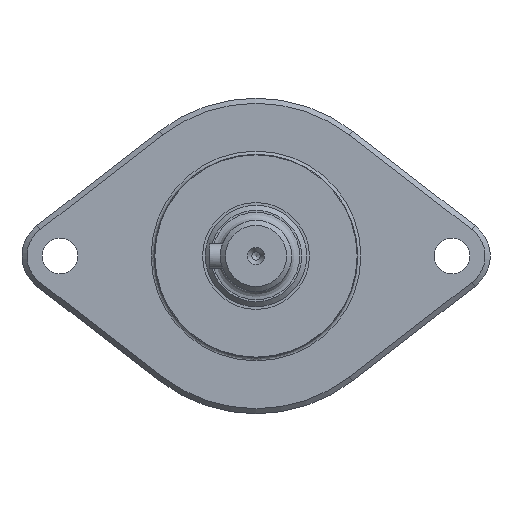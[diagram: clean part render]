
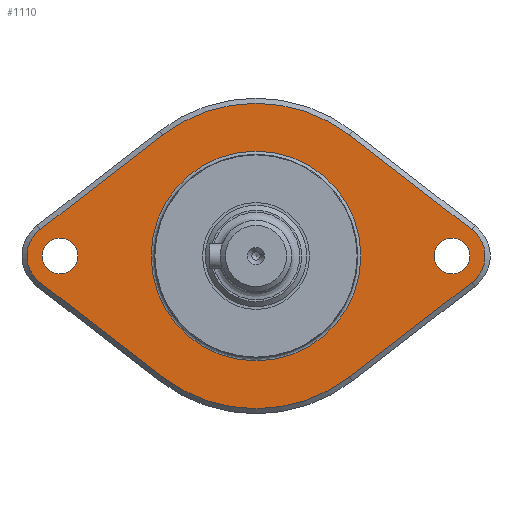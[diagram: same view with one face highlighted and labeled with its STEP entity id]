
A CAD part, left-side view. The second image highlights one B-rep face of the part: STEP entity #1110.
In plain terms, the highlighted planar face has unit normal (-1, 0, 0).
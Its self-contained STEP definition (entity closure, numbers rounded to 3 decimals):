
#978=CARTESIAN_POINT('',(-98.2,0.,20.6));
#979=VERTEX_POINT('',#978);
#980=CARTESIAN_POINT('',(-98.2,0.,0.));
#981=DIRECTION('',(-1.0,0.0,0.0));
#982=DIRECTION('',(0.0,0.0,-1.0));
#983=AXIS2_PLACEMENT_3D('',#980,#981,#982);
#984=CIRCLE('',#983,20.6);
#985=EDGE_CURVE('',#979,#979,#984,.T.);
#1010=CARTESIAN_POINT('',(-98.2,0.,0.));
#1011=DIRECTION('',(-1.0,0.0,0.0));
#1012=DIRECTION('',(0.0,0.0,1.0));
#1013=AXIS2_PLACEMENT_3D('',#1010,#1011,#1012);
#1014=PLANE('',#1013);
#1015=CARTESIAN_POINT('',(-98.2,42.468,5.149));
#1016=VERTEX_POINT('',#1015);
#1017=CARTESIAN_POINT('',(-98.2,18.312,23.763));
#1018=VERTEX_POINT('',#1017);
#1019=CARTESIAN_POINT('',(-98.2,42.468,5.149));
#1020=DIRECTION('',(0.,-0.792,0.61));
#1021=VECTOR('',#1020,30.496);
#1022=LINE('',#1019,#1021);
#1023=EDGE_CURVE('',#1016,#1018,#1022,.T.);
#1024=ORIENTED_EDGE('',*,*,#1023,.F.);
#1025=CARTESIAN_POINT('',(-98.2,42.468,-5.149));
#1026=VERTEX_POINT('',#1025);
#1027=CARTESIAN_POINT('',(-98.2,38.5,0.));
#1028=DIRECTION('',(1.,0.,0.));
#1029=DIRECTION('',(0.,0.61,0.792));
#1030=AXIS2_PLACEMENT_3D('',#1027,#1028,#1029);
#1031=CIRCLE('',#1030,6.5);
#1032=EDGE_CURVE('',#1026,#1016,#1031,.T.);
#1033=ORIENTED_EDGE('',*,*,#1032,.F.);
#1034=CARTESIAN_POINT('',(-98.2,18.312,-23.763));
#1035=VERTEX_POINT('',#1034);
#1036=CARTESIAN_POINT('',(-98.2,18.312,-23.763));
#1037=DIRECTION('',(0.0,0.792,0.61));
#1038=VECTOR('',#1037,30.496);
#1039=LINE('',#1036,#1038);
#1040=EDGE_CURVE('',#1035,#1026,#1039,.T.);
#1041=ORIENTED_EDGE('',*,*,#1040,.F.);
#1042=CARTESIAN_POINT('',(-98.2,-18.312,-23.763));
#1043=VERTEX_POINT('',#1042);
#1044=CARTESIAN_POINT('',(-98.2,0.,0.));
#1045=DIRECTION('',(1.0,0.,0.));
#1046=DIRECTION('',(0.,0.61,-0.792));
#1047=AXIS2_PLACEMENT_3D('',#1044,#1045,#1046);
#1048=CIRCLE('',#1047,30.);
#1049=EDGE_CURVE('',#1043,#1035,#1048,.T.);
#1050=ORIENTED_EDGE('',*,*,#1049,.F.);
#1051=CARTESIAN_POINT('',(-98.2,-42.468,-5.149));
#1052=VERTEX_POINT('',#1051);
#1053=CARTESIAN_POINT('',(-98.2,-42.468,-5.149));
#1054=DIRECTION('',(0.0,0.792,-0.61));
#1055=VECTOR('',#1054,30.496);
#1056=LINE('',#1053,#1055);
#1057=EDGE_CURVE('',#1052,#1043,#1056,.T.);
#1058=ORIENTED_EDGE('',*,*,#1057,.F.);
#1059=CARTESIAN_POINT('',(-98.2,-42.468,5.149));
#1060=VERTEX_POINT('',#1059);
#1061=CARTESIAN_POINT('',(-98.2,-38.5,0.));
#1062=DIRECTION('',(1.0,0.,0.));
#1063=DIRECTION('',(0.,-0.61,-0.792));
#1064=AXIS2_PLACEMENT_3D('',#1061,#1062,#1063);
#1065=CIRCLE('',#1064,6.5);
#1066=EDGE_CURVE('',#1060,#1052,#1065,.T.);
#1067=ORIENTED_EDGE('',*,*,#1066,.F.);
#1068=CARTESIAN_POINT('',(-98.2,-18.312,23.763));
#1069=VERTEX_POINT('',#1068);
#1070=CARTESIAN_POINT('',(-98.2,-18.312,23.763));
#1071=DIRECTION('',(0.0,-0.792,-0.61));
#1072=VECTOR('',#1071,30.496);
#1073=LINE('',#1070,#1072);
#1074=EDGE_CURVE('',#1069,#1060,#1073,.T.);
#1075=ORIENTED_EDGE('',*,*,#1074,.F.);
#1076=CARTESIAN_POINT('',(-98.2,0.,0.));
#1077=DIRECTION('',(1.0,0.,0.));
#1078=DIRECTION('',(0.,-0.61,0.792));
#1079=AXIS2_PLACEMENT_3D('',#1076,#1077,#1078);
#1080=CIRCLE('',#1079,30.);
#1081=EDGE_CURVE('',#1018,#1069,#1080,.T.);
#1082=ORIENTED_EDGE('',*,*,#1081,.F.);
#1083=EDGE_LOOP('',(#1024,#1033,#1041,#1050,#1058,#1067,#1075,#1082));
#1084=FACE_OUTER_BOUND('',#1083,.T.);
#1085=CARTESIAN_POINT('',(-98.2,-38.5,3.5));
#1086=VERTEX_POINT('',#1085);
#1087=CARTESIAN_POINT('',(-98.2,-38.5,0.));
#1088=DIRECTION('',(1.0,0.0,0.0));
#1089=DIRECTION('',(0.0,0.0,1.0));
#1090=AXIS2_PLACEMENT_3D('',#1087,#1088,#1089);
#1091=CIRCLE('',#1090,3.5);
#1092=EDGE_CURVE('',#1086,#1086,#1091,.T.);
#1093=ORIENTED_EDGE('',*,*,#1092,.T.);
#1094=EDGE_LOOP('',(#1093));
#1095=FACE_BOUND('',#1094,.T.);
#1096=CARTESIAN_POINT('',(-98.2,38.5,3.5));
#1097=VERTEX_POINT('',#1096);
#1098=CARTESIAN_POINT('',(-98.2,38.5,0.));
#1099=DIRECTION('',(1.0,0.0,0.0));
#1100=DIRECTION('',(0.0,0.0,1.0));
#1101=AXIS2_PLACEMENT_3D('',#1098,#1099,#1100);
#1102=CIRCLE('',#1101,3.5);
#1103=EDGE_CURVE('',#1097,#1097,#1102,.T.);
#1104=ORIENTED_EDGE('',*,*,#1103,.T.);
#1105=EDGE_LOOP('',(#1104));
#1106=FACE_BOUND('',#1105,.T.);
#1107=ORIENTED_EDGE('',*,*,#985,.F.);
#1108=EDGE_LOOP('',(#1107));
#1109=FACE_BOUND('',#1108,.T.);
#1110=ADVANCED_FACE('',(#1084,#1095,#1106,#1109),#1014,.T.);
